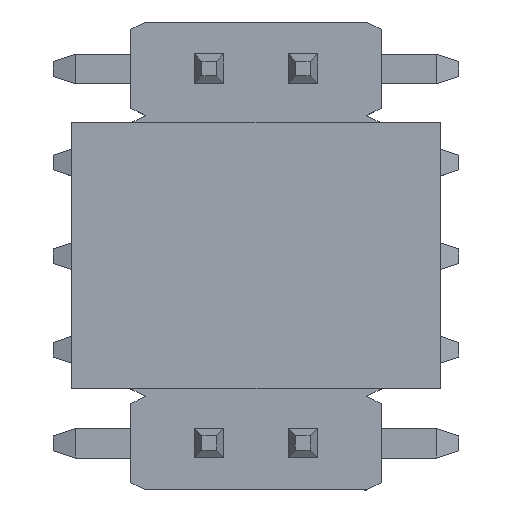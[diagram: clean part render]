
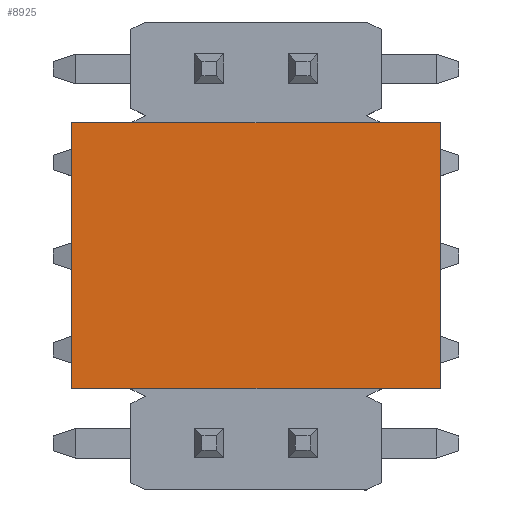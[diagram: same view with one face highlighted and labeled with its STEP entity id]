
A CAD part, top view. The second image highlights one B-rep face of the part: STEP entity #8925.
In plain terms, the highlighted planar face has unit normal (0, 0, 1).
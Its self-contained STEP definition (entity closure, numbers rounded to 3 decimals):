
#1736=ORIENTED_EDGE('',*,*,#2741,.T.);
#1737=ORIENTED_EDGE('',*,*,#2820,.F.);
#1738=ORIENTED_EDGE('',*,*,#2819,.F.);
#1739=ORIENTED_EDGE('',*,*,#2821,.T.);
#2741=EDGE_CURVE('',#3352,#3350,#4175,.T.);
#2819=EDGE_CURVE('',#3425,#3388,#4221,.T.);
#2820=EDGE_CURVE('',#3388,#3350,#4222,.T.);
#2821=EDGE_CURVE('',#3425,#3352,#4223,.T.);
#3350=VERTEX_POINT('',#12668);
#3352=VERTEX_POINT('',#12671);
#3388=VERTEX_POINT('',#12747);
#3425=VERTEX_POINT('',#12822);
#4175=LINE('',#12670,#5013);
#4221=LINE('',#12823,#5059);
#4222=LINE('',#12825,#5060);
#4223=LINE('',#12826,#5061);
#5013=VECTOR('',#10842,1000.);
#5059=VECTOR('',#10954,1000.);
#5060=VECTOR('',#10957,1000.);
#5061=VECTOR('',#10958,1000.);
#5434=EDGE_LOOP('',(#1736,#1737,#1738,#1739));
#5808=FACE_BOUND('',#5434,.T.);
#6138=PLANE('',#9354);
#8925=ADVANCED_FACE('',(#5808),#6138,.F.);
#9354=AXIS2_PLACEMENT_3D('',#12824,#10955,#10956);
#10842=DIRECTION('',(0.,-1.,0.));
#10954=DIRECTION('',(0.,-1.,0.));
#10955=DIRECTION('',(0.,0.,-1.));
#10956=DIRECTION('',(0.,-1.,0.));
#10957=DIRECTION('',(-1.,0.,0.));
#10958=DIRECTION('',(-1.,0.,0.));
#12668=CARTESIAN_POINT('',(-1.8,-2.5,3.81));
#12670=CARTESIAN_POINT('',(-1.8,2.5,3.81));
#12671=CARTESIAN_POINT('',(-1.8,2.5,3.81));
#12747=CARTESIAN_POINT('',(1.8,-2.5,3.81));
#12822=CARTESIAN_POINT('',(1.8,2.5,3.81));
#12823=CARTESIAN_POINT('',(1.8,2.5,3.81));
#12824=CARTESIAN_POINT('',(1.8,2.5,3.81));
#12825=CARTESIAN_POINT('',(1.8,-2.5,3.81));
#12826=CARTESIAN_POINT('',(1.8,2.5,3.81));
